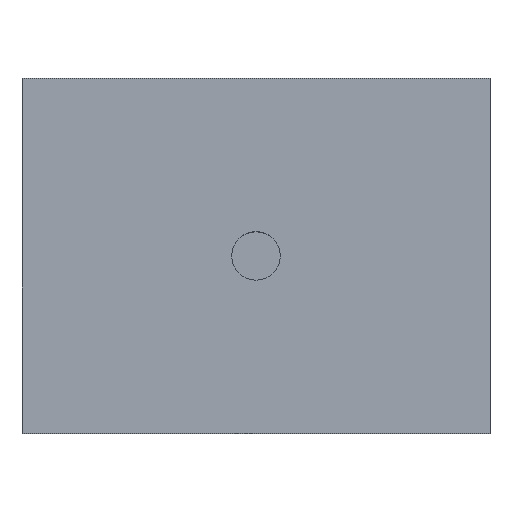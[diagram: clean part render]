
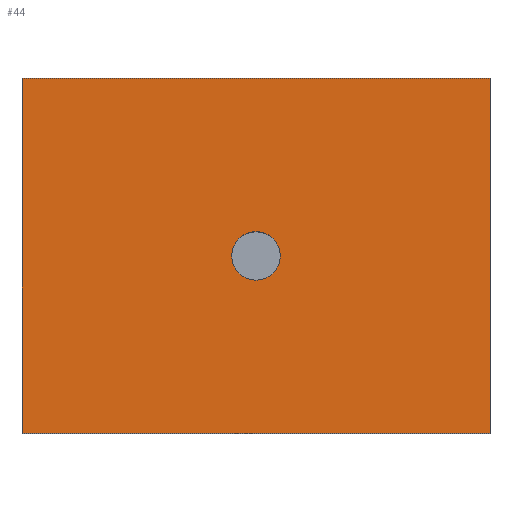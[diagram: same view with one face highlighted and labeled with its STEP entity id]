
A CAD part, top view. The second image highlights one B-rep face of the part: STEP entity #44.
In plain terms, the highlighted planar face has unit normal (0, 0, 1).
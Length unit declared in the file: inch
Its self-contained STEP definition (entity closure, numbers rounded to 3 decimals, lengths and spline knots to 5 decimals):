
#2 = CARTESIAN_POINT ( 'NONE',  ( 0.9065, 0.6875, 0. ) ) ;
#21 = EDGE_CURVE ( 'NONE', #141, #64, #264, .T. ) ;
#23 = DIRECTION ( 'NONE',  ( 0., 0., 1. ) ) ;
#30 = CARTESIAN_POINT ( 'NONE',  ( 0., 1.375, 0. ) ) ;
#38 = VECTOR ( 'NONE', #243, 39.37008 ) ;
#42 = ORIENTED_EDGE ( 'NONE', *, *, #209, .T. ) ;
#44 = ADVANCED_FACE ( 'NONE', ( #210, #145 ), #119, .F. ) ;
#48 = CARTESIAN_POINT ( 'NONE',  ( 1.00025, 0.6875, 0. ) ) ;
#51 = CARTESIAN_POINT ( 'NONE',  ( 0.9065, 0.6875, 0. ) ) ;
#54 = DIRECTION ( 'NONE',  ( 0., 0., 1. ) ) ;
#64 = VERTEX_POINT ( 'NONE', #214 ) ;
#68 = ORIENTED_EDGE ( 'NONE', *, *, #21, .T. ) ;
#70 = AXIS2_PLACEMENT_3D ( 'NONE', #147, #191, #187 ) ;
#72 = CARTESIAN_POINT ( 'NONE',  ( 0., 0., 0. ) ) ;
#79 = DIRECTION ( 'NONE',  ( -1., 0., 0. ) ) ;
#83 = CIRCLE ( 'NONE', #182, 0.09375 ) ;
#92 = ORIENTED_EDGE ( 'NONE', *, *, #261, .T. ) ;
#98 = CARTESIAN_POINT ( 'NONE',  ( 1.813, 1.375, 0. ) ) ;
#107 = VERTEX_POINT ( 'NONE', #292 ) ;
#115 = ORIENTED_EDGE ( 'NONE', *, *, #270, .F. ) ;
#116 = CARTESIAN_POINT ( 'NONE',  ( 0., 0., 0. ) ) ;
#119 = PLANE ( 'NONE',  #70 ) ;
#122 = DIRECTION ( 'NONE',  ( 1., 0., 0. ) ) ;
#132 = ORIENTED_EDGE ( 'NONE', *, *, #301, .T. ) ;
#135 = VECTOR ( 'NONE', #79, 39.37008 ) ;
#138 = VERTEX_POINT ( 'NONE', #48 ) ;
#141 = VERTEX_POINT ( 'NONE', #72 ) ;
#142 = LINE ( 'NONE', #238, #296 ) ;
#145 = FACE_OUTER_BOUND ( 'NONE', #183, .T. ) ;
#147 = CARTESIAN_POINT ( 'NONE',  ( 0., 1.375, 0. ) ) ;
#155 = ORIENTED_EDGE ( 'NONE', *, *, #175, .F. ) ;
#170 = LINE ( 'NONE', #195, #289 ) ;
#175 = EDGE_CURVE ( 'NONE', #138, #181, #83, .T. ) ;
#181 = VERTEX_POINT ( 'NONE', #316 ) ;
#182 = AXIS2_PLACEMENT_3D ( 'NONE', #51, #23, #122 ) ;
#183 = EDGE_LOOP ( 'NONE', ( #42, #68, #92, #132 ) ) ;
#184 = VERTEX_POINT ( 'NONE', #98 ) ;
#186 = AXIS2_PLACEMENT_3D ( 'NONE', #2, #54, #274 ) ;
#187 = DIRECTION ( 'NONE',  ( -1., 0., 0. ) ) ;
#191 = DIRECTION ( 'NONE',  ( 0., 0., -1. ) ) ;
#195 = CARTESIAN_POINT ( 'NONE',  ( 1.813, 0., 0. ) ) ;
#201 = EDGE_LOOP ( 'NONE', ( #155, #115 ) ) ;
#209 = EDGE_CURVE ( 'NONE', #107, #141, #142, .T. ) ;
#210 = FACE_BOUND ( 'NONE', #201, .T. ) ;
#214 = CARTESIAN_POINT ( 'NONE',  ( 1.813, 0., 0. ) ) ;
#238 = CARTESIAN_POINT ( 'NONE',  ( 0., 0., 0. ) ) ;
#241 = CIRCLE ( 'NONE', #186, 0.09375 ) ;
#243 = DIRECTION ( 'NONE',  ( 1., 0., 0. ) ) ;
#261 = EDGE_CURVE ( 'NONE', #64, #184, #170, .T. ) ;
#264 = LINE ( 'NONE', #116, #38 ) ;
#270 = EDGE_CURVE ( 'NONE', #181, #138, #241, .T. ) ;
#274 = DIRECTION ( 'NONE',  ( 1., 0., 0. ) ) ;
#275 = DIRECTION ( 'NONE',  ( 0., 1., 0. ) ) ;
#288 = DIRECTION ( 'NONE',  ( 0., -1., 0. ) ) ;
#289 = VECTOR ( 'NONE', #275, 39.37008 ) ;
#292 = CARTESIAN_POINT ( 'NONE',  ( 0., 1.375, 0. ) ) ;
#295 = LINE ( 'NONE', #30, #135 ) ;
#296 = VECTOR ( 'NONE', #288, 39.37008 ) ;
#301 = EDGE_CURVE ( 'NONE', #184, #107, #295, .T. ) ;
#316 = CARTESIAN_POINT ( 'NONE',  ( 0.81275, 0.6875, 0. ) ) ;
